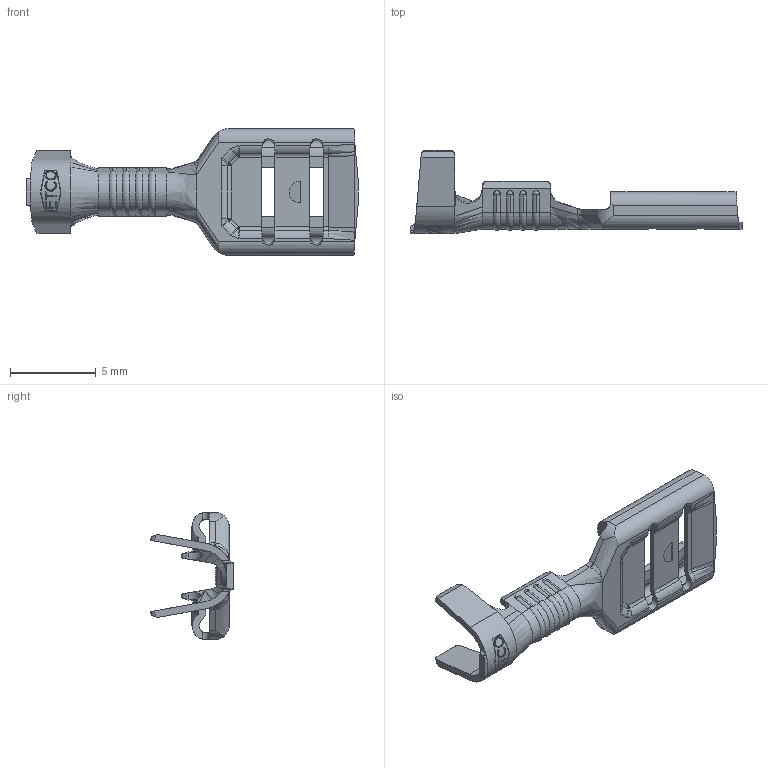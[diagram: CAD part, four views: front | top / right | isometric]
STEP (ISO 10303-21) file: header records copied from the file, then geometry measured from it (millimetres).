
FILE_DESCRIPTION (( 'STEP AP203' ), '1' );
FILE_NAME ('07584.STEP', '2015-01-28T18:43:16', ( '' ), ( '' ), 'SwSTEP 2.0', 'SolidWorks 2014', '' );
FILE_SCHEMA (( 'CONFIG_CONTROL_DESIGN' ));
Length unit declared in the file: inch
Products named in the file (1): 07584
Bounding box: 19.3 x 4.83 x 7.37 mm (x, y, z)
Volume: 68.6 mm3; surface area: 393.2 mm2
Topology: 1 solids, 1 shells, 450 faces, 1171 edges, 693 vertices
Faces by surface type: plane 163, bspline 144, cylinder 109, sphere 22, cone 8, torus 4
Entity records: 15525 total; most frequent: CARTESIAN_POINT 5738, ORIENTED_EDGE 2274, DIRECTION 1680, EDGE_CURVE 1137, VERTEX_POINT 693, LINE 598, VECTOR 598, AXIS2_PLACEMENT_3D 541
